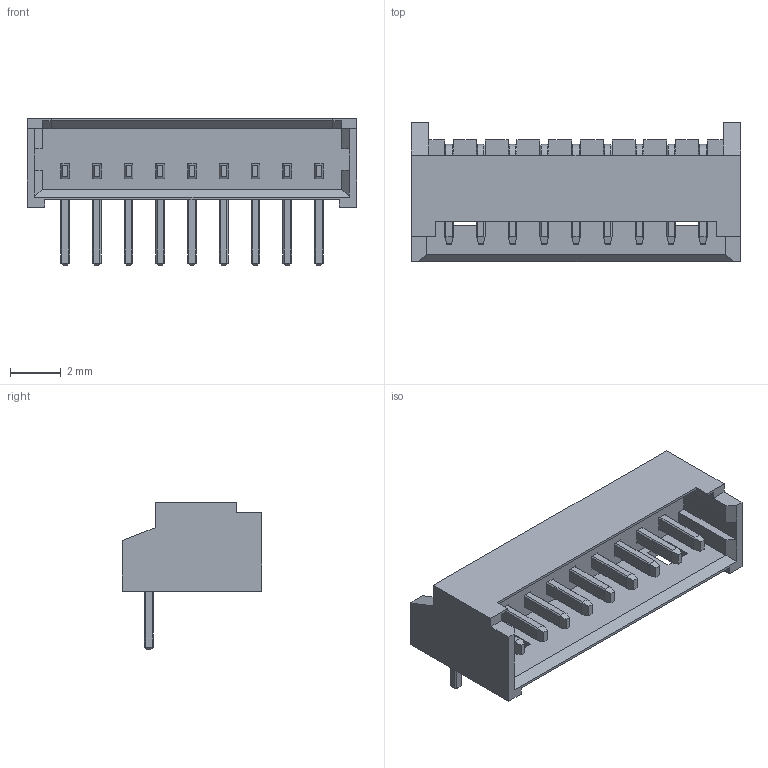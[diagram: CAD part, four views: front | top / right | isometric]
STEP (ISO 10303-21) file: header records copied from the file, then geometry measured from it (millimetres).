
FILE_DESCRIPTION(('FreeCAD Model'),'2;1');
FILE_NAME('Molex_PicoBlade_53048_X.step','2018-10-23T16:40:25',( 'kicad StepUp'),('ksu MCAD'),'Open CASCADE STEP processor 7.3', 'FreeCAD','Unknown');
FILE_SCHEMA(('AUTOMOTIVE_DESIGN { 1 0 10303 214 1 1 1 1 }'));
Length unit declared in the file: millimetre
Products named in the file (1): Molex_PicoBlade_53048_X
Bounding box: 13 x 5.5 x 5.8 mm (x, y, z)
Volume: 98.6 mm3; surface area: 380.5 mm2
Topology: 1 solids, 1 shells, 511 faces, 1450 edges, 878 vertices
Faces by surface type: plane 448, bspline 36, cone 18, cylinder 9
Entity records: 19834 total; most frequent: CARTESIAN_POINT 3308, ORIENTED_EDGE 2900, DIRECTION 2366, EDGE_CURVE 1450, LINE 1270, VECTOR 1270, VERTEX_POINT 878, AXIS2_PLACEMENT_3D 548
